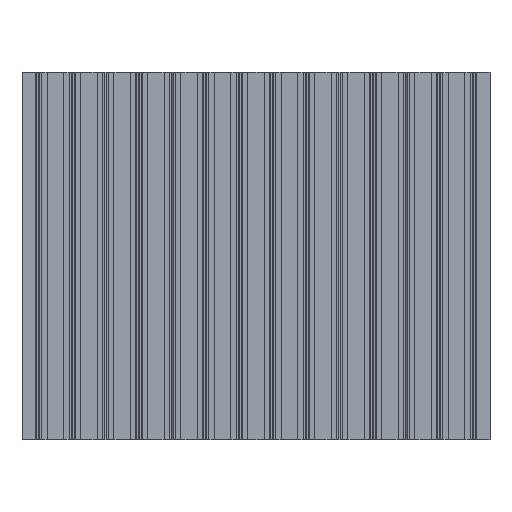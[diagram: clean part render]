
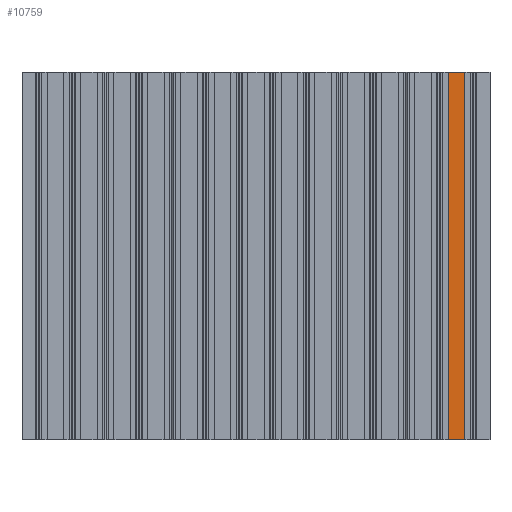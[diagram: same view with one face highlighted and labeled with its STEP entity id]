
A CAD part, top view. The second image highlights one B-rep face of the part: STEP entity #10759.
In plain terms, the highlighted free-form (B-spline) face has degree [1, 1] with [2, 2] control points.
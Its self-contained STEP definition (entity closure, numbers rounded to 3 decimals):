
#1648 = VERTEX_POINT('',#1649);
#1649 = CARTESIAN_POINT('',(414.385,0.,10.81));
#1654 = EDGE_CURVE('',#1648,#1655,#1657,.T.);
#1655 = VERTEX_POINT('',#1656);
#1656 = CARTESIAN_POINT('',(450.419,0.,10.81));
#1657 = B_SPLINE_CURVE_WITH_KNOTS('',1,(#1658,#1659),.UNSPECIFIED.,.F.,
  .F.,(2,2),(0.,25.),.PIECEWISE_BEZIER_KNOTS.);
#1658 = CARTESIAN_POINT('',(414.385,0.,
    10.81));
#1659 = CARTESIAN_POINT('',(450.419,0.,
    10.81));
#5023 = VERTEX_POINT('',#5024);
#5024 = CARTESIAN_POINT('',(414.385,792.737,
    10.81));
#5029 = EDGE_CURVE('',#5023,#5030,#5032,.T.);
#5030 = VERTEX_POINT('',#5031);
#5031 = CARTESIAN_POINT('',(450.419,792.737,
    10.81));
#5032 = B_SPLINE_CURVE_WITH_KNOTS('',1,(#5033,#5034),.UNSPECIFIED.,.F.,
  .F.,(2,2),(0.,25.),.PIECEWISE_BEZIER_KNOTS.);
#5033 = CARTESIAN_POINT('',(414.385,792.737,
    10.81));
#5034 = CARTESIAN_POINT('',(450.419,792.737,
    10.81));
#10747 = EDGE_CURVE('',#1655,#5030,#10748,.T.);
#10748 = B_SPLINE_CURVE_WITH_KNOTS('',1,(#10749,#10750),.UNSPECIFIED.,
  .F.,.F.,(2,2),(0.,550.),.PIECEWISE_BEZIER_KNOTS.);
#10749 = CARTESIAN_POINT('',(450.419,0.,10.81));
#10750 = CARTESIAN_POINT('',(450.419,792.737,
    10.81));
#10759 = ADVANCED_FACE('',(#10760),#10770,.F.);
#10760 = FACE_BOUND('',#10761,.F.);
#10761 = EDGE_LOOP('',(#10762,#10767,#10768,#10769));
#10762 = ORIENTED_EDGE('',*,*,#10763,.T.);
#10763 = EDGE_CURVE('',#1648,#5023,#10764,.T.);
#10764 = B_SPLINE_CURVE_WITH_KNOTS('',1,(#10765,#10766),.UNSPECIFIED.,
  .F.,.F.,(2,2),(0.,550.),.PIECEWISE_BEZIER_KNOTS.);
#10765 = CARTESIAN_POINT('',(414.385,0.,10.81));
#10766 = CARTESIAN_POINT('',(414.385,792.737,
    10.81));
#10767 = ORIENTED_EDGE('',*,*,#5029,.T.);
#10768 = ORIENTED_EDGE('',*,*,#10747,.F.);
#10769 = ORIENTED_EDGE('',*,*,#1654,.F.);
#10770 = B_SPLINE_SURFACE_WITH_KNOTS('',1,1,(
    (#10771,#10772)
    ,(#10773,#10774
    )),.UNSPECIFIED.,.F.,.F.,.F.,(2,2),(2,2),(0.,25.),(-550.,0.),
  .PIECEWISE_BEZIER_KNOTS.);
#10771 = CARTESIAN_POINT('',(414.385,792.737,
    10.81));
#10772 = CARTESIAN_POINT('',(414.385,0.,
    10.81));
#10773 = CARTESIAN_POINT('',(450.419,792.737,
    10.81));
#10774 = CARTESIAN_POINT('',(450.419,0.,
    10.81));
